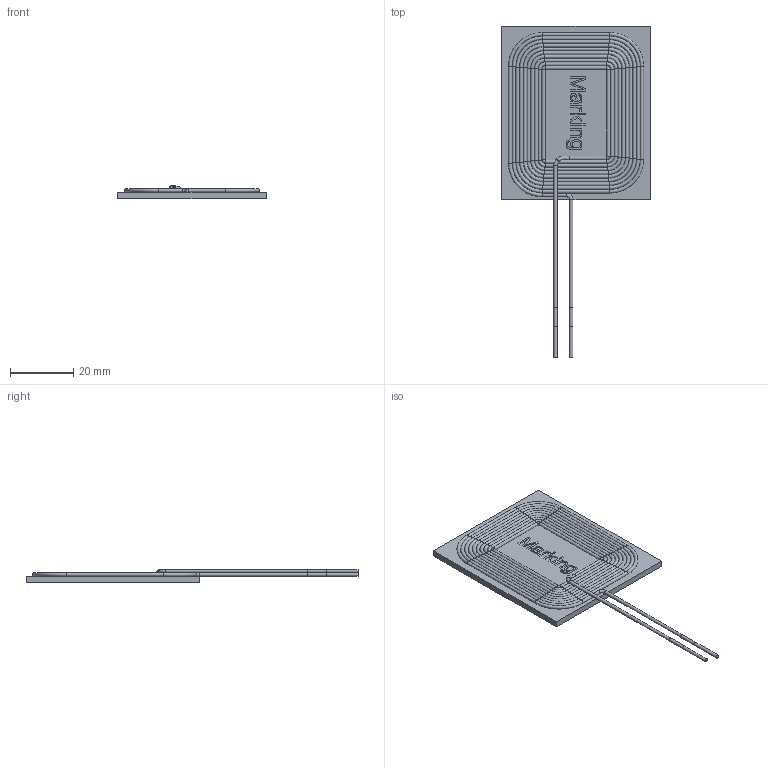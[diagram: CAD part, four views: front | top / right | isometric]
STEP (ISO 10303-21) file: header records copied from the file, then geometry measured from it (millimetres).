
FILE_DESCRIPTION(/* description */ ('Unknown'),/* implementation_level */ '2;1');
FILE_NAME(/* name */ 'L_Wurth_WE-WPCC-TX_760308103146',/* time_stamp */ '2025-04-21T14:20:44+08:00',/* author */ ('Unknown'),/* organization */ ('Unknown'),/* preprocessor_version */ 'ST-DEVELOPER v19.4',/* originating_system */ 'Solid Edge',/* authorisation */ 'Unknown');
FILE_SCHEMA (('AUTOMOTIVE_DESIGN {1 0 10303 214 3 1 1}'));
Length unit declared in the file: millimetre
Products named in the file (2): L_Wurth_WE-WPCC-TX_760308103146
Assembly tree (1 placements, depth 2):
  L_Wurth_WE-WPCC-TX_760308103146
    L_Wurth_WE-WPCC-TX_760308103146
Bounding box: 47 x 105.06 x 4.12 mm (x, y, z)
Volume: 6419.2 mm3; surface area: 10418.8 mm2
Topology: 4 solids, 4 shells, 174 faces, 384 edges, 228 vertices
Faces by surface type: plane 68, cylinder 48, torus 42, bspline 16
Full cylindrical faces by diameter (mm): 1.05 x43, 1.052 x2, 1.054 x2
Entity records: 5718 total; most frequent: CARTESIAN_POINT 1897, ORIENTED_EDGE 586, DIRECTION 577, EDGE_CURVE 293, EDGE_LOOP 278, FACE_BOUND 278, AXIS2_PLACEMENT_3D 253, VERTEX_POINT 227
